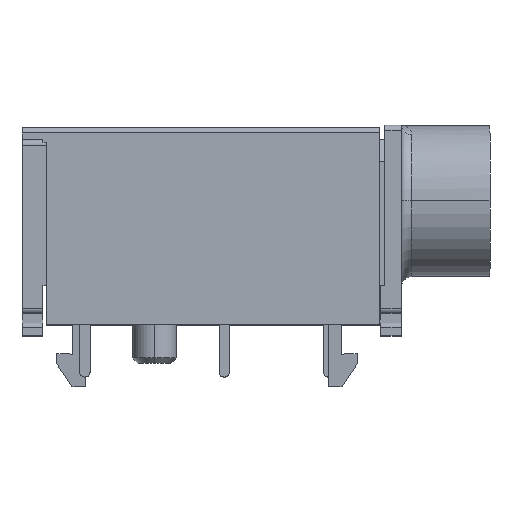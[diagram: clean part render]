
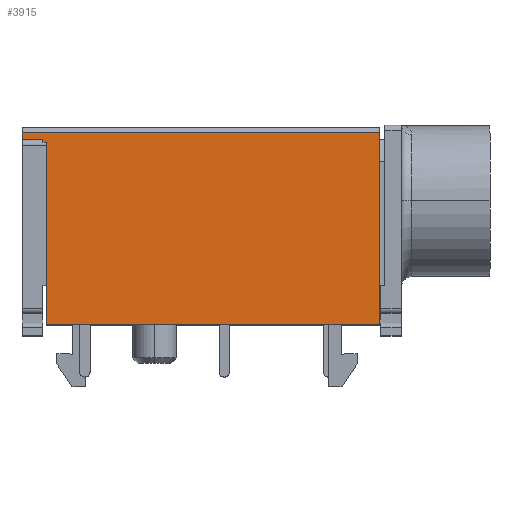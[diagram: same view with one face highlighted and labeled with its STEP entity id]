
A CAD part, top view. The second image highlights one B-rep face of the part: STEP entity #3915.
In plain terms, the highlighted planar face has unit normal (0, 0, 1).
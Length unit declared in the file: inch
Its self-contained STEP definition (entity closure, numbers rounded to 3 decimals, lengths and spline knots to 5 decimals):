
#255 = CARTESIAN_POINT ( 'NONE',  ( -1.018, -0.355, 0.305 ) ) ;
#696 = VERTEX_POINT ( 'NONE', #15569 ) ;
#754 = VERTEX_POINT ( 'NONE', #20475 ) ;
#1057 = VECTOR ( 'NONE', #21401, 39.37008 ) ;
#1118 = VECTOR ( 'NONE', #10662, 39.37008 ) ;
#1270 = CARTESIAN_POINT ( 'NONE',  ( -1.018, 0.195, 0.305 ) ) ;
#1409 = VERTEX_POINT ( 'NONE', #7212 ) ;
#1571 = EDGE_CURVE ( 'NONE', #18822, #696, #22715, .T. ) ;
#1637 = FACE_OUTER_BOUND ( 'NONE', #7514, .T. ) ;
#1789 = CARTESIAN_POINT ( 'NONE',  ( -1.088, 0.175, 0.305 ) ) ;
#1883 = LINE ( 'NONE', #255, #6255 ) ;
#2343 = CARTESIAN_POINT ( 'NONE',  ( -1.018, 0.16829, 0.305 ) ) ;
#2771 = LINE ( 'NONE', #1270, #21804 ) ;
#3571 = ORIENTED_EDGE ( 'NONE', *, *, #18324, .T. ) ;
#3799 = VECTOR ( 'NONE', #19896, 39.37008 ) ;
#3915 = ADVANCED_FACE ( 'NONE', ( #1637 ), #16592, .F. ) ;
#4102 = LINE ( 'NONE', #14161, #13423 ) ;
#4363 = DIRECTION ( 'NONE',  ( 1., 0., 0. ) ) ;
#4518 = CARTESIAN_POINT ( 'NONE',  ( -0.063, 0.195, 0.305 ) ) ;
#4771 = EDGE_CURVE ( 'NONE', #16178, #20451, #17211, .T. ) ;
#4878 = DIRECTION ( 'NONE',  ( 1., 0., 0. ) ) ;
#5508 = CARTESIAN_POINT ( 'NONE',  ( -1.018, 0.195, 0.305 ) ) ;
#6255 = VECTOR ( 'NONE', #4363, 39.37008 ) ;
#6870 = VECTOR ( 'NONE', #23865, 39.37008 ) ;
#7197 = CARTESIAN_POINT ( 'NONE',  ( -1.018, 0.16829, 0.305 ) ) ;
#7212 = CARTESIAN_POINT ( 'NONE',  ( -1.02834, 0.175, 0.305 ) ) ;
#7407 = DIRECTION ( 'NONE',  ( 0., 0., -1. ) ) ;
#7514 = EDGE_LOOP ( 'NONE', ( #3571, #21970, #10137, #15882, #20700, #8680, #13442, #20881, #10965 ) ) ;
#8111 = CARTESIAN_POINT ( 'NONE',  ( -1.02816, 0.16829, 0.305 ) ) ;
#8680 = ORIENTED_EDGE ( 'NONE', *, *, #4771, .T. ) ;
#8784 = CARTESIAN_POINT ( 'NONE',  ( -1.01502, -0.32811, 0.305 ) ) ;
#9003 = AXIS2_PLACEMENT_3D ( 'NONE', #5508, #7407, #20213 ) ;
#10137 = ORIENTED_EDGE ( 'NONE', *, *, #17724, .F. ) ;
#10662 = DIRECTION ( 'NONE',  ( -0.026, 1., 0. ) ) ;
#10909 = CARTESIAN_POINT ( 'NONE',  ( -1.088, 0.175, 0.305 ) ) ;
#10965 = ORIENTED_EDGE ( 'NONE', *, *, #21466, .T. ) ;
#11040 = EDGE_CURVE ( 'NONE', #16178, #1409, #19592, .T. ) ;
#13423 = VECTOR ( 'NONE', #4878, 39.37008 ) ;
#13442 = ORIENTED_EDGE ( 'NONE', *, *, #19437, .F. ) ;
#14072 = EDGE_CURVE ( 'NONE', #18707, #16847, #2771, .T. ) ;
#14161 = CARTESIAN_POINT ( 'NONE',  ( -1.088, 0.175, 0.305 ) ) ;
#14171 = VERTEX_POINT ( 'NONE', #10909 ) ;
#14235 = CARTESIAN_POINT ( 'NONE',  ( -0.063, 0.195, 0.305 ) ) ;
#15220 = CARTESIAN_POINT ( 'NONE',  ( -1.088, 0.195, 0.305 ) ) ;
#15379 = VECTOR ( 'NONE', #23773, 39.37008 ) ;
#15569 = CARTESIAN_POINT ( 'NONE',  ( -1.018, -0.242, 0.305 ) ) ;
#15882 = ORIENTED_EDGE ( 'NONE', *, *, #17545, .T. ) ;
#15883 = LINE ( 'NONE', #4518, #20155 ) ;
#16071 = CARTESIAN_POINT ( 'NONE',  ( -1.018, 0.195, 0.305 ) ) ;
#16089 = DIRECTION ( 'NONE',  ( 1., 0., 0. ) ) ;
#16178 = VERTEX_POINT ( 'NONE', #8111 ) ;
#16592 = PLANE ( 'NONE',  #9003 ) ;
#16847 = VERTEX_POINT ( 'NONE', #14235 ) ;
#17006 = LINE ( 'NONE', #16071, #1057 ) ;
#17211 = LINE ( 'NONE', #7197, #6870 ) ;
#17545 = EDGE_CURVE ( 'NONE', #14171, #1409, #4102, .T. ) ;
#17724 = EDGE_CURVE ( 'NONE', #14171, #18707, #20748, .T. ) ;
#18324 = EDGE_CURVE ( 'NONE', #754, #16847, #15883, .T. ) ;
#18707 = VERTEX_POINT ( 'NONE', #15220 ) ;
#18822 = VERTEX_POINT ( 'NONE', #21051 ) ;
#19437 = EDGE_CURVE ( 'NONE', #696, #20451, #17006, .T. ) ;
#19592 = LINE ( 'NONE', #8784, #1118 ) ;
#19896 = DIRECTION ( 'NONE',  ( 0., 1., 0. ) ) ;
#20155 = VECTOR ( 'NONE', #20688, 39.37008 ) ;
#20206 = CARTESIAN_POINT ( 'NONE',  ( -1.018, 0.195, 0.305 ) ) ;
#20213 = DIRECTION ( 'NONE',  ( -1., 0., 0. ) ) ;
#20451 = VERTEX_POINT ( 'NONE', #2343 ) ;
#20475 = CARTESIAN_POINT ( 'NONE',  ( -0.063, -0.355, 0.305 ) ) ;
#20688 = DIRECTION ( 'NONE',  ( 0., 1., 0. ) ) ;
#20700 = ORIENTED_EDGE ( 'NONE', *, *, #11040, .F. ) ;
#20748 = LINE ( 'NONE', #1789, #15379 ) ;
#20881 = ORIENTED_EDGE ( 'NONE', *, *, #1571, .F. ) ;
#21051 = CARTESIAN_POINT ( 'NONE',  ( -1.018, -0.355, 0.305 ) ) ;
#21401 = DIRECTION ( 'NONE',  ( 0., 1., 0. ) ) ;
#21466 = EDGE_CURVE ( 'NONE', #18822, #754, #1883, .T. ) ;
#21804 = VECTOR ( 'NONE', #16089, 39.37008 ) ;
#21970 = ORIENTED_EDGE ( 'NONE', *, *, #14072, .F. ) ;
#22715 = LINE ( 'NONE', #20206, #3799 ) ;
#23773 = DIRECTION ( 'NONE',  ( 0., 1., 0. ) ) ;
#23865 = DIRECTION ( 'NONE',  ( 1., 0., 0. ) ) ;
